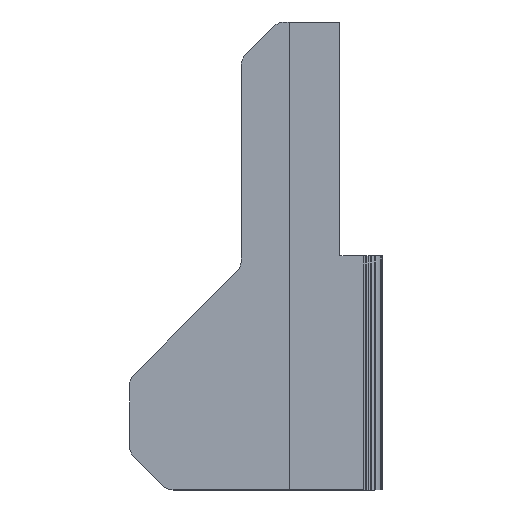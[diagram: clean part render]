
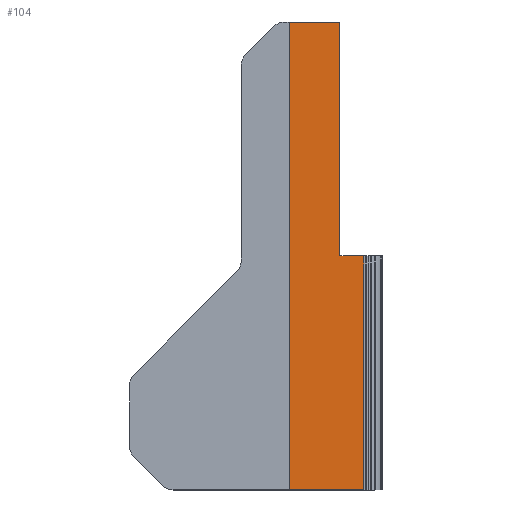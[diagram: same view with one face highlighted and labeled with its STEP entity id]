
A CAD part, top view. The second image highlights one B-rep face of the part: STEP entity #104.
In plain terms, the highlighted planar face has unit normal (0, 0, 1).
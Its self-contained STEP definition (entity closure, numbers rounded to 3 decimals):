
#21 = EDGE_CURVE('',#22,#24,#26,.T.);
#22 = VERTEX_POINT('',#23);
#23 = CARTESIAN_POINT('',(97.329,196.803,5.));
#24 = VERTEX_POINT('',#25);
#25 = CARTESIAN_POINT('',(104.129,196.803,5.));
#26 = LINE('',#27,#28);
#27 = CARTESIAN_POINT('',(97.329,196.803,5.));
#28 = VECTOR('',#29,1.);
#29 = DIRECTION('',(1.,0.,0.));
#87 = VERTEX_POINT('',#88);
#88 = CARTESIAN_POINT('',(97.329,133.803,5.));
#94 = EDGE_CURVE('',#87,#22,#95,.T.);
#95 = LINE('',#96,#97);
#96 = CARTESIAN_POINT('',(97.329,133.803,5.));
#97 = VECTOR('',#98,1.);
#98 = DIRECTION('',(0.,1.,0.));
#104 = ADVANCED_FACE('',(#105),#139,.T.);
#105 = FACE_BOUND('',#106,.T.);
#106 = EDGE_LOOP('',(#107,#115,#116,#117,#125,#133));
#107 = ORIENTED_EDGE('',*,*,#108,.T.);
#108 = EDGE_CURVE('',#109,#24,#111,.T.);
#109 = VERTEX_POINT('',#110);
#110 = CARTESIAN_POINT('',(104.129,165.303,5.));
#111 = LINE('',#112,#113);
#112 = CARTESIAN_POINT('',(104.129,165.303,5.));
#113 = VECTOR('',#114,1.);
#114 = DIRECTION('',(0.,1.,0.));
#115 = ORIENTED_EDGE('',*,*,#21,.F.);
#116 = ORIENTED_EDGE('',*,*,#94,.F.);
#117 = ORIENTED_EDGE('',*,*,#118,.T.);
#118 = EDGE_CURVE('',#87,#119,#121,.T.);
#119 = VERTEX_POINT('',#120);
#120 = CARTESIAN_POINT('',(107.329,133.803,5.));
#121 = LINE('',#122,#123);
#122 = CARTESIAN_POINT('',(97.329,133.803,5.));
#123 = VECTOR('',#124,1.);
#124 = DIRECTION('',(1.,0.,0.));
#125 = ORIENTED_EDGE('',*,*,#126,.T.);
#126 = EDGE_CURVE('',#119,#127,#129,.T.);
#127 = VERTEX_POINT('',#128);
#128 = CARTESIAN_POINT('',(107.329,165.303,5.));
#129 = LINE('',#130,#131);
#130 = CARTESIAN_POINT('',(107.329,133.803,5.));
#131 = VECTOR('',#132,1.);
#132 = DIRECTION('',(0.,1.,0.));
#133 = ORIENTED_EDGE('',*,*,#134,.T.);
#134 = EDGE_CURVE('',#127,#109,#135,.T.);
#135 = LINE('',#136,#137);
#136 = CARTESIAN_POINT('',(107.329,165.303,5.));
#137 = VECTOR('',#138,1.);
#138 = DIRECTION('',(-1.,0.,0.));
#139 = PLANE('',#140);
#140 = AXIS2_PLACEMENT_3D('',#141,#142,#143);
#141 = CARTESIAN_POINT('',(101.639,164.612,5.));
#142 = DIRECTION('',(0.,0.,1.));
#143 = DIRECTION('',(1.,0.,0.));
